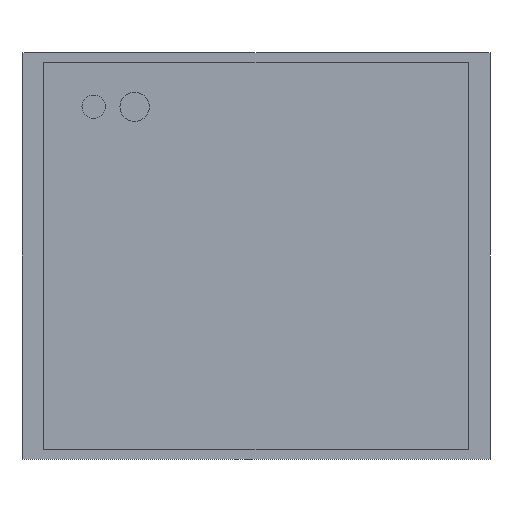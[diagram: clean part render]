
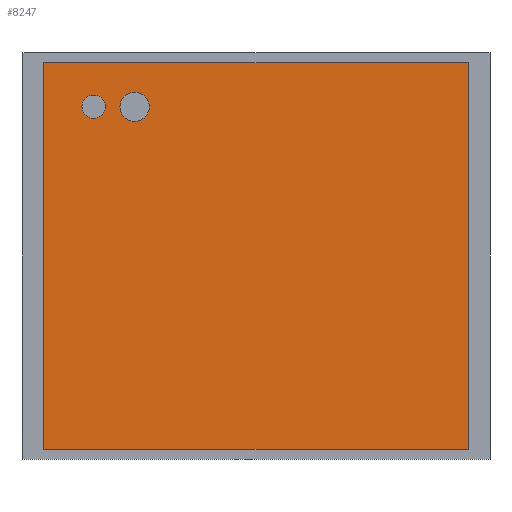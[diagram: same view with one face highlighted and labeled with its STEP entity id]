
A CAD part, front view. The second image highlights one B-rep face of the part: STEP entity #8247.
In plain terms, the highlighted planar face has unit normal (0, -1, 0).
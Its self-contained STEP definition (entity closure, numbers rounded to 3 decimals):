
#61=FACE_BOUND('',#777,.T.);
#62=FACE_BOUND('',#778,.T.);
#73=CIRCLE('',#8787,20.);
#75=CIRCLE('',#8791,25.);
#281=FACE_OUTER_BOUND('',#776,.T.);
#776=EDGE_LOOP('',(#5553,#5554,#5555,#5556));
#777=EDGE_LOOP('',(#5557));
#778=EDGE_LOOP('',(#5558));
#1312=LINE('',#11756,#2406);
#1314=LINE('',#11760,#2408);
#1316=LINE('',#11764,#2410);
#1318=LINE('',#11767,#2412);
#2406=VECTOR('',#9487,10.);
#2408=VECTOR('',#9491,10.);
#2410=VECTOR('',#9495,10.);
#2412=VECTOR('',#9499,10.);
#3458=VERTEX_POINT('',#11682);
#3460=VERTEX_POINT('',#11689);
#3481=VERTEX_POINT('',#11753);
#3482=VERTEX_POINT('',#11755);
#3483=VERTEX_POINT('',#11759);
#3484=VERTEX_POINT('',#11763);
#4259=EDGE_CURVE('',#3458,#3458,#73,.T.);
#4262=EDGE_CURVE('',#3460,#3460,#75,.T.);
#4292=EDGE_CURVE('',#3482,#3481,#1312,.T.);
#4294=EDGE_CURVE('',#3483,#3482,#1314,.T.);
#4296=EDGE_CURVE('',#3484,#3483,#1316,.T.);
#4298=EDGE_CURVE('',#3481,#3484,#1318,.T.);
#5553=ORIENTED_EDGE('',*,*,#4298,.T.);
#5554=ORIENTED_EDGE('',*,*,#4296,.T.);
#5555=ORIENTED_EDGE('',*,*,#4294,.T.);
#5556=ORIENTED_EDGE('',*,*,#4292,.T.);
#5557=ORIENTED_EDGE('',*,*,#4259,.T.);
#5558=ORIENTED_EDGE('',*,*,#4262,.T.);
#7798=PLANE('',#8808);
#8247=ADVANCED_FACE('',(#281,#61,#62),#7798,.T.);
#8787=AXIS2_PLACEMENT_3D('',#11684,#9421,#9422);
#8791=AXIS2_PLACEMENT_3D('',#11691,#9430,#9431);
#8808=AXIS2_PLACEMENT_3D('',#11768,#9500,#9501);
#9421=DIRECTION('center_axis',(0.,1.,0.));
#9422=DIRECTION('ref_axis',(1.,0.,0.));
#9430=DIRECTION('center_axis',(0.,1.,0.));
#9431=DIRECTION('ref_axis',(1.,0.,0.));
#9487=DIRECTION('',(0.,0.,1.));
#9491=DIRECTION('',(1.,0.,0.));
#9495=DIRECTION('',(0.,0.,-1.));
#9499=DIRECTION('',(-1.,0.,0.));
#9500=DIRECTION('center_axis',(0.,-1.,0.));
#9501=DIRECTION('ref_axis',(0.,0.,-1.));
#11682=CARTESIAN_POINT('',(-297.5,-370.,255.));
#11684=CARTESIAN_POINT('Origin',(-277.5,-370.,255.));
#11689=CARTESIAN_POINT('',(-232.5,-370.,255.));
#11691=CARTESIAN_POINT('Origin',(-207.5,-370.,255.));
#11753=CARTESIAN_POINT('',(362.5,-370.,330.));
#11755=CARTESIAN_POINT('',(362.5,-370.,-330.));
#11756=CARTESIAN_POINT('',(362.5,-370.,330.));
#11759=CARTESIAN_POINT('',(-362.5,-370.,-330.));
#11760=CARTESIAN_POINT('',(362.5,-370.,-330.));
#11763=CARTESIAN_POINT('',(-362.5,-370.,330.));
#11764=CARTESIAN_POINT('',(-362.5,-370.,-330.));
#11767=CARTESIAN_POINT('',(-362.5,-370.,330.));
#11768=CARTESIAN_POINT('Origin',(0.,-370.,0.));
